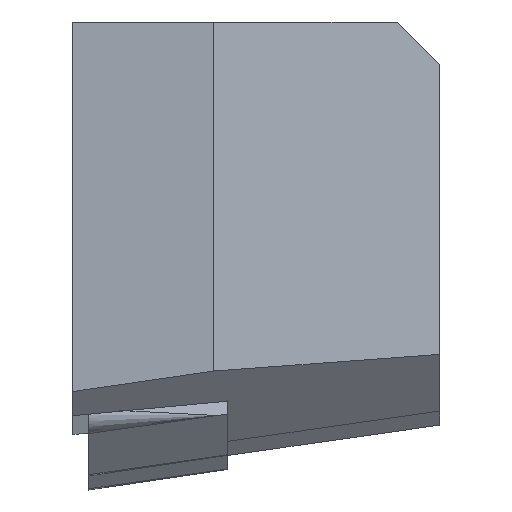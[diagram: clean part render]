
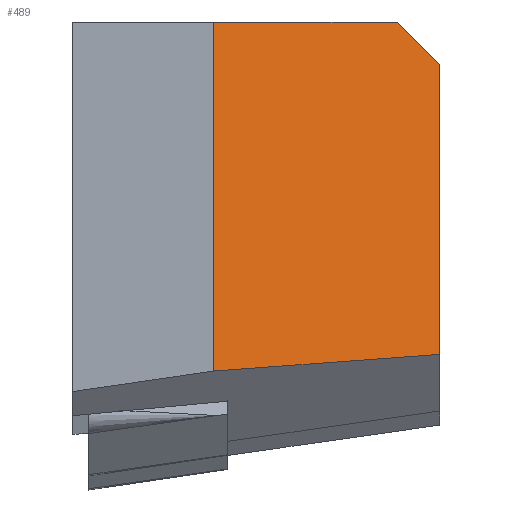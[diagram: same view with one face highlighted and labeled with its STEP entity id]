
A CAD part, left-side view. The second image highlights one B-rep face of the part: STEP entity #489.
In plain terms, the highlighted planar face has unit normal (-0.966, -0.259, 0).
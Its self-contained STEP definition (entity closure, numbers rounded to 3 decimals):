
#209=FACE_OUTER_BOUND('',#810,.T.);
#489=ADVANCED_FACE('',(#209),#559,.T.);
#559=PLANE('',#3750);
#810=EDGE_LOOP('',(#1649,#1650,#1651,#1652,#1653));
#1649=ORIENTED_EDGE('',*,*,#2445,.F.);
#1650=ORIENTED_EDGE('',*,*,#2467,.T.);
#1651=ORIENTED_EDGE('',*,*,#2457,.F.);
#1652=ORIENTED_EDGE('',*,*,#2462,.F.);
#1653=ORIENTED_EDGE('',*,*,#2468,.F.);
#2017=VERTEX_POINT('',#5685);
#2018=VERTEX_POINT('',#5687);
#2026=VERTEX_POINT('',#5709);
#2027=VERTEX_POINT('',#5710);
#2029=VERTEX_POINT('',#5717);
#2445=EDGE_CURVE('',#2017,#2018,#3075,.T.);
#2457=EDGE_CURVE('',#2026,#2027,#3083,.T.);
#2462=EDGE_CURVE('',#2029,#2026,#3088,.T.);
#2467=EDGE_CURVE('',#2017,#2027,#3093,.T.);
#2468=EDGE_CURVE('',#2018,#2029,#3094,.T.);
#3075=LINE('',#5686,#3344);
#3083=LINE('',#5708,#3352);
#3088=LINE('',#5718,#3357);
#3093=LINE('',#5727,#3362);
#3094=LINE('',#5728,#3363);
#3344=VECTOR('',#4715,1.);
#3352=VECTOR('',#4735,1.);
#3357=VECTOR('',#4742,1.);
#3362=VECTOR('',#4751,1.);
#3363=VECTOR('',#4752,1.);
#3750=AXIS2_PLACEMENT_3D('',#5729,#4753,#4754);
#4715=DIRECTION('',(0.,0.,-1.));
#4735=DIRECTION('',(0.259,-0.966,0.));
#4742=DIRECTION('',(0.,0.,1.));
#4751=DIRECTION('',(-0.186,0.695,0.695));
#4752=DIRECTION('',(-0.258,0.963,-0.071));
#4753=DIRECTION('',(-0.966,-0.259,0.));
#4754=DIRECTION('',(0.259,-0.966,0.));
#5685=CARTESIAN_POINT('',(-15.914,-7.8,-0.9));
#5686=CARTESIAN_POINT('',(-15.914,-7.8,-4.925));
#5687=CARTESIAN_POINT('',(-15.914,-7.8,-7.062));
#5708=CARTESIAN_POINT('',(-15.424,-9.628,0.));
#5709=CARTESIAN_POINT('',(-17.2,-3.,0.));
#5710=CARTESIAN_POINT('',(-16.155,-6.9,0.));
#5717=CARTESIAN_POINT('',(-17.2,-3.,-7.416));
#5718=CARTESIAN_POINT('',(-17.2,-3.,-4.925));
#5727=CARTESIAN_POINT('',(-15.295,-10.109,-3.209));
#5728=CARTESIAN_POINT('',(-17.263,-2.767,-7.433));
#5729=CARTESIAN_POINT('',(-17.2,-3.,-10.828));
